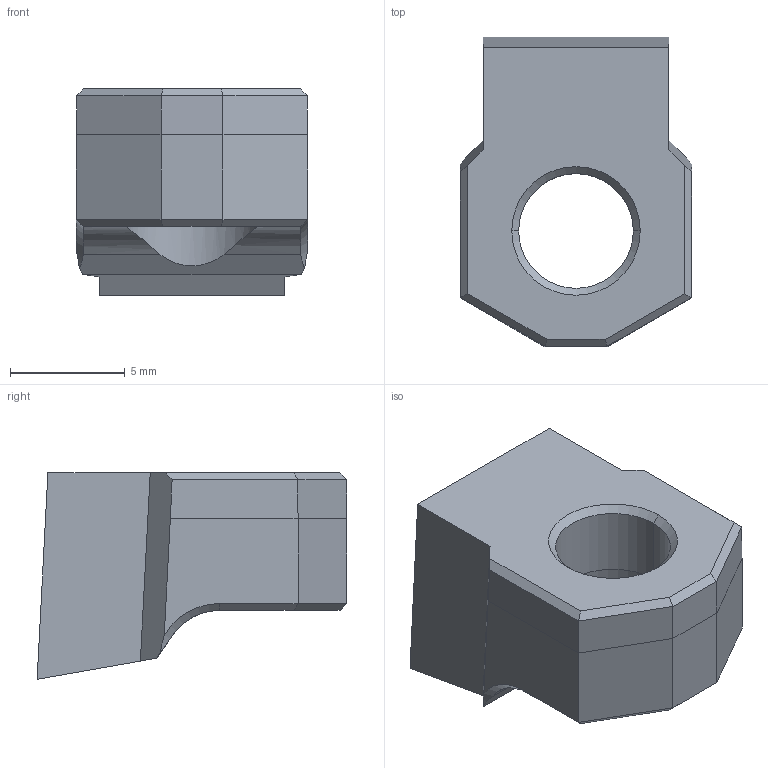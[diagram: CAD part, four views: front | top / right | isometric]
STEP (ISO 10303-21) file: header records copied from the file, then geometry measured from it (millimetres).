
FILE_DESCRIPTION (( 'STEP AP203' ), '1' );
FILE_NAME ('IN-8-D10.STEP', '2023-07-17T09:11:02', ( 'TECNICO' ), ( '' ), 'SwSTEP 2.0', 'SolidWorks 2020', '' );
FILE_SCHEMA (( 'CONFIG_CONTROL_DESIGN' ));
Length unit declared in the file: millimetre
Products named in the file (1): IN-8-D10
Bounding box: 10.08 x 13.5 x 9 mm (x, y, z)
Volume: 680 mm3; surface area: 595.3 mm2
Topology: 1 solids, 1 shells, 41 faces, 102 edges, 62 vertices
Faces by surface type: plane 29, cylinder 6, cone 4, torus 2
Entity records: 1292 total; most frequent: CARTESIAN_POINT 243, ORIENTED_EDGE 204, DIRECTION 196, EDGE_CURVE 102, VECTOR 78, LINE 78, VERTEX_POINT 62, AXIS2_PLACEMENT_3D 59
